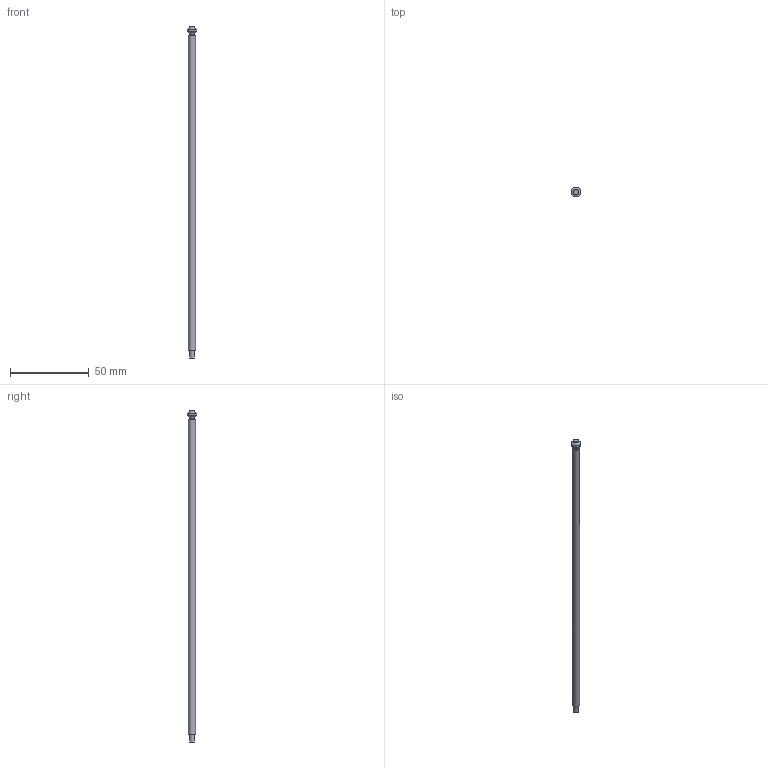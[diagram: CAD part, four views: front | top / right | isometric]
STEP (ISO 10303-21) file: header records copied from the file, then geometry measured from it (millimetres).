
FILE_DESCRIPTION(('FreeCAD Model'),'2;1');
FILE_NAME('Open CASCADE Shape Model','2025-02-21T11:56:46',(''),(''), 'Open CASCADE STEP processor 7.7','FreeCAD','Unknown');
FILE_SCHEMA(('AUTOMOTIVE_DESIGN { 1 0 10303 214 1 1 1 1 }'));
Length unit declared in the file: millimetre
Products named in the file (3): Cable_12AWG_SideSolder; Body; Body001
Assembly tree (2 placements, depth 2):
  Cable_12AWG_SideSolder
    Body
    Body001
Bounding box: 6 x 6 x 211 mm (x, y, z)
Volume: 3303.5 mm3; surface area: 6780.2 mm2
Topology: 2 solids, 2 shells, 13 faces, 19 edges, 12 vertices
Faces by surface type: plane 6, cylinder 5, torus 2
Full cylindrical faces by diameter (mm): 3 x3, 4.5 x1, 6 x1
Entity records: 615 total; most frequent: DIRECTION 101, CARTESIAN_POINT 97, ORIENTED_EDGE 38, PCURVE 38, DEFINITIONAL_REPRESENTATION 38, LINE 33, VECTOR 33, AXIS2_PLACEMENT_3D 30
